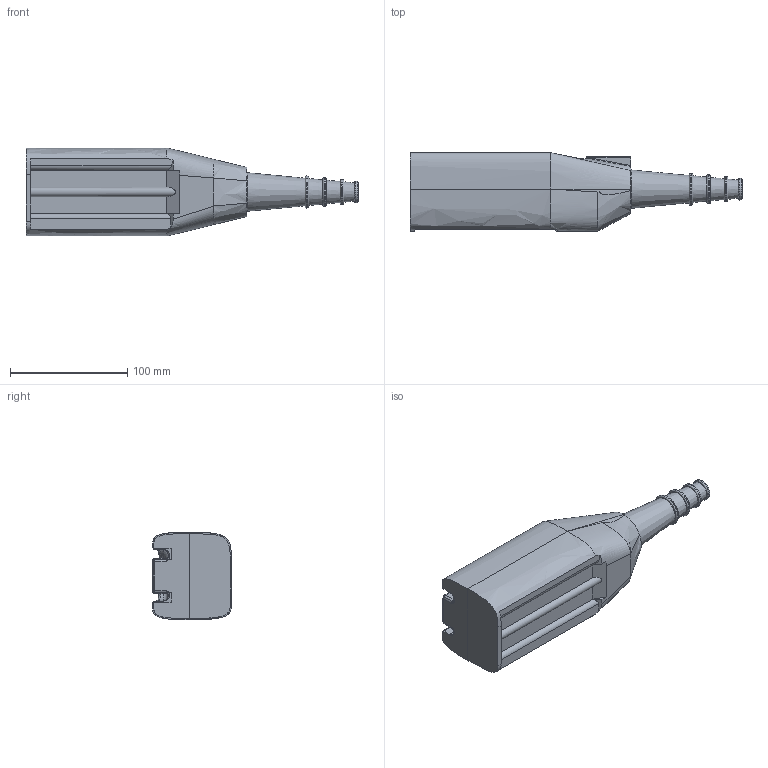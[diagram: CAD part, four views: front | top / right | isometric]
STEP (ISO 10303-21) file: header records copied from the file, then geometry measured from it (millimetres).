
FILE_DESCRIPTION(/* description */ (''),/* implementation_level */ '2;1');
FILE_NAME(/* name */ '2PV2X.stp',/* time_stamp */ '2016-07-13T12:49:30-04:00',/* author */ ('CAD Station'),/* organization */ (''),/* preprocessor_version */ 'ST-DEVELOPER v16.1',/* originating_system */ 'Autodesk Inventor 2016',/* authorisation */ '');
FILE_SCHEMA (('AUTOMOTIVE_DESIGN { 1 0 10303 214 3 1 1 }'));
Length unit declared in the file: millimetre
Products named in the file (4): 2PV2X_B; 2PV2X_T; Antenna; 2PV2X
Assembly tree (3 placements, depth 2):
  2PV2X
    2PV2X_B
    2PV2X_T
    Antenna
Bounding box: 283 x 67.2 x 75 mm (x, y, z)
Volume: 107642.8 mm3; surface area: 121083.9 mm2
Topology: 3 solids, 3 shells, 274 faces, 695 edges, 440 vertices
Faces by surface type: plane 135, bspline 78, cylinder 34, torus 17, cone 8, sphere 2
Full cylindrical faces by diameter (mm): 22 x2, 30 x1
Entity records: 11750 total; most frequent: CARTESIAN_POINT 5657, ORIENTED_EDGE 1350, DIRECTION 990, EDGE_CURVE 671, VERTEX_POINT 439, LINE 336, VECTOR 336, AXIS2_PLACEMENT_3D 327
